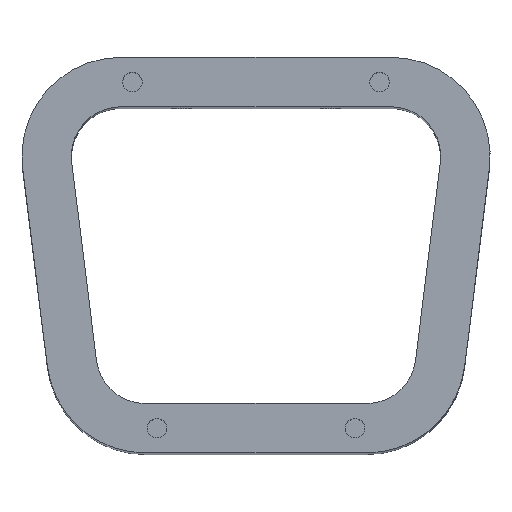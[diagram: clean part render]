
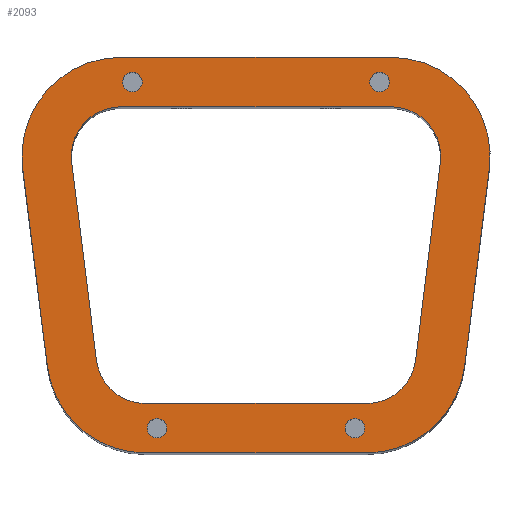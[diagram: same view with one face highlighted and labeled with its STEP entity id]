
A CAD part, top view. The second image highlights one B-rep face of the part: STEP entity #2093.
In plain terms, the highlighted planar face has unit normal (0, 0, 1).
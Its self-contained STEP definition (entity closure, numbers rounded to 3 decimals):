
#56=FACE_BOUND('',#669,.T.);
#57=FACE_BOUND('',#670,.T.);
#58=FACE_BOUND('',#671,.T.);
#59=FACE_BOUND('',#672,.T.);
#60=FACE_BOUND('',#673,.T.);
#81=LINE('',#3226,#209);
#98=LINE('',#3280,#226);
#109=LINE('',#3364,#237);
#128=LINE('',#3465,#256);
#131=LINE('',#3475,#259);
#159=LINE('',#3603,#287);
#170=LINE('',#3687,#298);
#188=LINE('',#3786,#316);
#209=VECTOR('',#2523,10.);
#226=VECTOR('',#2576,10.);
#237=VECTOR('',#2657,10.);
#256=VECTOR('',#2760,10.);
#259=VECTOR('',#2769,10.);
#287=VECTOR('',#2917,10.);
#298=VECTOR('',#2998,10.);
#316=VECTOR('',#3102,10.);
#517=FACE_OUTER_BOUND('',#668,.T.);
#668=EDGE_LOOP('',(#1879,#1880,#1881,#1882,#1883,#1884,#1885,#1886));
#669=EDGE_LOOP('',(#1887));
#670=EDGE_LOOP('',(#1888));
#671=EDGE_LOOP('',(#1889,#1890,#1891,#1892,#1893,#1894,#1895,#1896));
#672=EDGE_LOOP('',(#1897));
#673=EDGE_LOOP('',(#1898));
#697=CIRCLE('',#2142,1.975);
#698=CIRCLE('',#2144,1.975);
#701=CIRCLE('',#2150,20.);
#703=CIRCLE('',#2153,10.);
#705=CIRCLE('',#2156,20.);
#707=CIRCLE('',#2159,10.);
#779=CIRCLE('',#2285,1.975);
#780=CIRCLE('',#2287,1.975);
#783=CIRCLE('',#2293,20.);
#785=CIRCLE('',#2296,10.);
#787=CIRCLE('',#2299,20.);
#789=CIRCLE('',#2302,10.);
#865=VERTEX_POINT('',#3173);
#866=VERTEX_POINT('',#3177);
#869=VERTEX_POINT('',#3189);
#871=VERTEX_POINT('',#3192);
#873=VERTEX_POINT('',#3198);
#875=VERTEX_POINT('',#3201);
#877=VERTEX_POINT('',#3207);
#879=VERTEX_POINT('',#3210);
#881=VERTEX_POINT('',#3216);
#883=VERTEX_POINT('',#3219);
#885=VERTEX_POINT('',#3225);
#946=VERTEX_POINT('',#3463);
#950=VERTEX_POINT('',#3473);
#961=VERTEX_POINT('',#3515);
#962=VERTEX_POINT('',#3519);
#965=VERTEX_POINT('',#3531);
#967=VERTEX_POINT('',#3534);
#969=VERTEX_POINT('',#3540);
#971=VERTEX_POINT('',#3546);
#973=VERTEX_POINT('',#3552);
#1053=EDGE_CURVE('',#865,#865,#697,.T.);
#1055=EDGE_CURVE('',#866,#866,#698,.T.);
#1062=EDGE_CURVE('',#871,#869,#701,.T.);
#1066=EDGE_CURVE('',#875,#873,#703,.T.);
#1070=EDGE_CURVE('',#879,#877,#705,.T.);
#1074=EDGE_CURVE('',#883,#881,#707,.T.);
#1077=EDGE_CURVE('',#885,#883,#81,.T.);
#1104=EDGE_CURVE('',#869,#879,#98,.T.);
#1139=EDGE_CURVE('',#881,#875,#109,.T.);
#1182=EDGE_CURVE('',#873,#946,#128,.T.);
#1187=EDGE_CURVE('',#877,#950,#131,.T.);
#1202=EDGE_CURVE('',#961,#961,#779,.T.);
#1204=EDGE_CURVE('',#962,#962,#780,.T.);
#1211=EDGE_CURVE('',#967,#965,#783,.T.);
#1215=EDGE_CURVE('',#946,#969,#785,.T.);
#1218=EDGE_CURVE('',#950,#971,#787,.T.);
#1220=EDGE_CURVE('',#973,#885,#789,.T.);
#1245=EDGE_CURVE('',#971,#967,#159,.T.);
#1280=EDGE_CURVE('',#969,#973,#170,.T.);
#1322=EDGE_CURVE('',#965,#871,#188,.T.);
#1879=ORIENTED_EDGE('',*,*,#1322,.T.);
#1880=ORIENTED_EDGE('',*,*,#1062,.T.);
#1881=ORIENTED_EDGE('',*,*,#1104,.T.);
#1882=ORIENTED_EDGE('',*,*,#1070,.T.);
#1883=ORIENTED_EDGE('',*,*,#1187,.T.);
#1884=ORIENTED_EDGE('',*,*,#1218,.T.);
#1885=ORIENTED_EDGE('',*,*,#1245,.T.);
#1886=ORIENTED_EDGE('',*,*,#1211,.T.);
#1887=ORIENTED_EDGE('',*,*,#1204,.T.);
#1888=ORIENTED_EDGE('',*,*,#1202,.T.);
#1889=ORIENTED_EDGE('',*,*,#1182,.T.);
#1890=ORIENTED_EDGE('',*,*,#1215,.T.);
#1891=ORIENTED_EDGE('',*,*,#1280,.T.);
#1892=ORIENTED_EDGE('',*,*,#1220,.T.);
#1893=ORIENTED_EDGE('',*,*,#1077,.T.);
#1894=ORIENTED_EDGE('',*,*,#1074,.T.);
#1895=ORIENTED_EDGE('',*,*,#1139,.T.);
#1896=ORIENTED_EDGE('',*,*,#1066,.T.);
#1897=ORIENTED_EDGE('',*,*,#1053,.T.);
#1898=ORIENTED_EDGE('',*,*,#1055,.T.);
#1963=PLANE('',#2397);
#2093=ADVANCED_FACE('',(#517,#56,#57,#58,#59,#60),#1963,.T.);
#2142=AXIS2_PLACEMENT_3D('',#3174,#2471,#2472);
#2144=AXIS2_PLACEMENT_3D('',#3178,#2476,#2477);
#2150=AXIS2_PLACEMENT_3D('',#3193,#2492,#2493);
#2153=AXIS2_PLACEMENT_3D('',#3202,#2500,#2501);
#2156=AXIS2_PLACEMENT_3D('',#3211,#2508,#2509);
#2159=AXIS2_PLACEMENT_3D('',#3220,#2516,#2517);
#2285=AXIS2_PLACEMENT_3D('',#3516,#2824,#2825);
#2287=AXIS2_PLACEMENT_3D('',#3520,#2829,#2830);
#2293=AXIS2_PLACEMENT_3D('',#3535,#2845,#2846);
#2296=AXIS2_PLACEMENT_3D('',#3543,#2853,#2854);
#2299=AXIS2_PLACEMENT_3D('',#3549,#2860,#2861);
#2302=AXIS2_PLACEMENT_3D('',#3553,#2866,#2867);
#2397=AXIS2_PLACEMENT_3D('',#3785,#3100,#3101);
#2471=DIRECTION('center_axis',(0.,0.,-1.));
#2472=DIRECTION('ref_axis',(1.,0.,0.));
#2476=DIRECTION('center_axis',(0.,0.,-1.));
#2477=DIRECTION('ref_axis',(1.,0.,0.));
#2492=DIRECTION('center_axis',(0.,0.,1.));
#2493=DIRECTION('ref_axis',(-0.992,-0.124,0.));
#2500=DIRECTION('center_axis',(0.,0.,-1.));
#2501=DIRECTION('ref_axis',(0.,1.,0.));
#2508=DIRECTION('center_axis',(0.,0.,1.));
#2509=DIRECTION('ref_axis',(0.,-1.,0.));
#2516=DIRECTION('center_axis',(0.,0.,-1.));
#2517=DIRECTION('ref_axis',(-0.992,-0.124,0.));
#2523=DIRECTION('',(-1.,0.,0.));
#2576=DIRECTION('',(0.124,-0.992,0.));
#2657=DIRECTION('',(-0.124,0.992,0.));
#2760=DIRECTION('',(1.,0.,0.));
#2769=DIRECTION('',(1.,0.,0.));
#2824=DIRECTION('center_axis',(0.,0.,-1.));
#2825=DIRECTION('ref_axis',(-1.,0.,0.));
#2829=DIRECTION('center_axis',(0.,0.,-1.));
#2830=DIRECTION('ref_axis',(-1.,0.,0.));
#2845=DIRECTION('center_axis',(0.,0.,1.));
#2846=DIRECTION('ref_axis',(0.992,-0.124,0.));
#2853=DIRECTION('center_axis',(0.,0.,-1.));
#2854=DIRECTION('ref_axis',(0.,1.,0.));
#2860=DIRECTION('center_axis',(0.,0.,1.));
#2861=DIRECTION('ref_axis',(0.,-1.,0.));
#2866=DIRECTION('center_axis',(0.,0.,-1.));
#2867=DIRECTION('ref_axis',(0.992,-0.124,0.));
#2917=DIRECTION('',(0.124,0.992,0.));
#2998=DIRECTION('',(-0.124,-0.992,0.));
#3100=DIRECTION('center_axis',(0.,0.,1.));
#3101=DIRECTION('ref_axis',(1.,0.,0.));
#3102=DIRECTION('',(-1.,0.,0.));
#3173=CARTESIAN_POINT('',(-16.975,5.,90.));
#3174=CARTESIAN_POINT('Origin',(-15.,5.,90.));
#3177=CARTESIAN_POINT('',(-21.975,75.,90.));
#3178=CARTESIAN_POINT('Origin',(-20.,75.,90.));
#3189=CARTESIAN_POINT('',(-42.19,57.519,90.));
#3192=CARTESIAN_POINT('',(-22.344,80.,90.));
#3193=CARTESIAN_POINT('Origin',(-22.344,60.,90.));
#3198=CARTESIAN_POINT('',(-22.344,70.,90.));
#3201=CARTESIAN_POINT('',(-32.267,58.76,90.));
#3202=CARTESIAN_POINT('Origin',(-22.344,60.,90.));
#3207=CARTESIAN_POINT('',(-17.344,0.,90.));
#3210=CARTESIAN_POINT('',(-37.19,17.519,90.));
#3211=CARTESIAN_POINT('Origin',(-17.344,20.,90.));
#3216=CARTESIAN_POINT('',(-27.267,18.76,90.));
#3219=CARTESIAN_POINT('',(-17.344,10.,90.));
#3220=CARTESIAN_POINT('Origin',(-17.344,20.,90.));
#3225=CARTESIAN_POINT('',(27.344,10.,90.));
#3226=CARTESIAN_POINT('',(5.,10.,90.));
#3280=CARTESIAN_POINT('',(-36.575,12.596,90.));
#3364=CARTESIAN_POINT('',(-26.652,13.837,90.));
#3463=CARTESIAN_POINT('',(32.344,70.,90.));
#3465=CARTESIAN_POINT('',(-19.844,70.,90.));
#3473=CARTESIAN_POINT('',(27.344,0.,90.));
#3475=CARTESIAN_POINT('',(5.,0.,90.));
#3515=CARTESIAN_POINT('',(26.975,5.,90.));
#3516=CARTESIAN_POINT('Origin',(25.,5.,90.));
#3519=CARTESIAN_POINT('',(31.975,75.,90.));
#3520=CARTESIAN_POINT('Origin',(30.,75.,90.));
#3531=CARTESIAN_POINT('',(32.344,80.,90.));
#3534=CARTESIAN_POINT('',(52.19,57.519,90.));
#3535=CARTESIAN_POINT('Origin',(32.344,60.,90.));
#3540=CARTESIAN_POINT('',(42.267,58.76,90.));
#3543=CARTESIAN_POINT('Origin',(32.344,60.,90.));
#3546=CARTESIAN_POINT('',(47.19,17.519,90.));
#3549=CARTESIAN_POINT('Origin',(27.344,20.,90.));
#3552=CARTESIAN_POINT('',(37.267,18.76,90.));
#3553=CARTESIAN_POINT('Origin',(27.344,20.,90.));
#3603=CARTESIAN_POINT('',(46.575,12.596,90.));
#3687=CARTESIAN_POINT('',(36.652,13.837,90.));
#3785=CARTESIAN_POINT('Origin',(-17.344,10.,90.));
#3786=CARTESIAN_POINT('',(-19.844,80.,90.));
